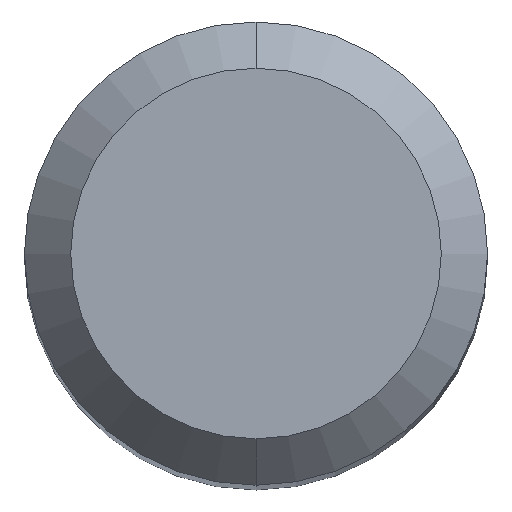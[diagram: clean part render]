
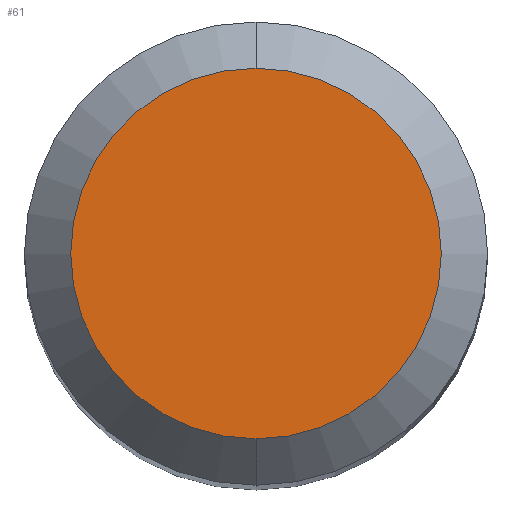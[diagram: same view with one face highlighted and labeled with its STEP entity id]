
A CAD part, top view. The second image highlights one B-rep face of the part: STEP entity #61.
In plain terms, the highlighted planar face has unit normal (0, 0, 1).
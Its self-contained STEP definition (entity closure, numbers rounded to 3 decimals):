
#61=ADVANCED_FACE('',(#134),#135,.T.);
#134=FACE_OUTER_BOUND('',#221,.T.);
#135=PLANE('',#222);
#221=EDGE_LOOP('',(#312,#313));
#222=AXIS2_PLACEMENT_3D('',#314,#315,#316);
#312=ORIENTED_EDGE('',*,*,#460,.F.);
#313=ORIENTED_EDGE('',*,*,#463,.F.);
#314=CARTESIAN_POINT('',(0.,1.2,36.0));
#315=DIRECTION('',(0.,0.,1.0));
#316=DIRECTION('',(0.,-1.0,0.));
#460=EDGE_CURVE('',#539,#541,#542,.T.);
#463=EDGE_CURVE('',#541,#539,#545,.T.);
#539=VERTEX_POINT('',#631);
#541=VERTEX_POINT('',#634);
#542=CIRCLE('',#635,2.4);
#545=CIRCLE('',#639,2.4);
#631=CARTESIAN_POINT('',(0.,2.4,36.));
#634=CARTESIAN_POINT('',(0.,-2.4,36.));
#635=AXIS2_PLACEMENT_3D('',#708,#709,#710);
#639=AXIS2_PLACEMENT_3D('',#712,#713,#714);
#708=CARTESIAN_POINT('',(0.,0.0,36.));
#709=DIRECTION('',(0.,0.0,-1.0));
#710=DIRECTION('',(0.0,1.0,0.0));
#712=CARTESIAN_POINT('',(0.,0.0,36.));
#713=DIRECTION('',(0.,0.0,-1.0));
#714=DIRECTION('',(0.0,1.0,0.0));
